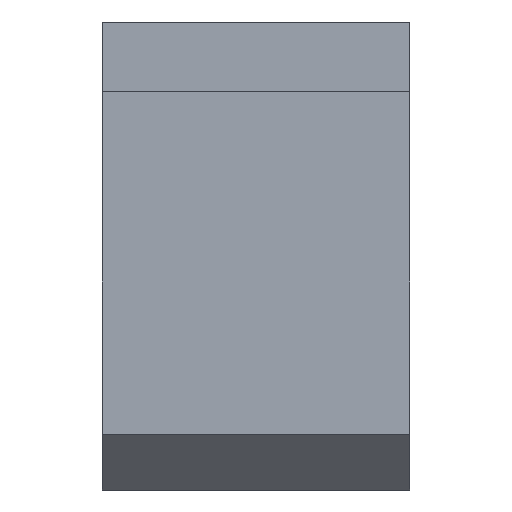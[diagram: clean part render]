
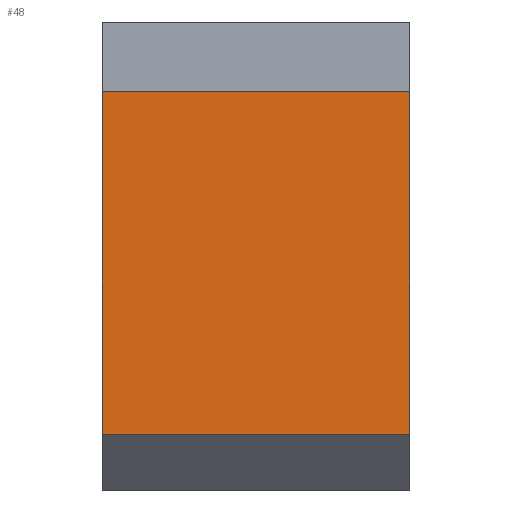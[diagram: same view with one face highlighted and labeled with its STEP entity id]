
A CAD part, front view. The second image highlights one B-rep face of the part: STEP entity #48.
In plain terms, the highlighted planar face has unit normal (0, -1, 0).
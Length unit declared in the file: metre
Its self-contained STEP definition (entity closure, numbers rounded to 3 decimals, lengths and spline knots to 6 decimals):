
#48 = ADVANCED_FACE( '', ( #104 ), #105, .F. );
#104 = FACE_OUTER_BOUND( '', #171, .T. );
#105 = PLANE( '', #172 );
#171 = EDGE_LOOP( '', ( #247, #248, #249, #250 ) );
#172 = AXIS2_PLACEMENT_3D( '', #251, #252, #253 );
#247 = ORIENTED_EDGE( '', *, *, #402, .T. );
#248 = ORIENTED_EDGE( '', *, *, #403, .F. );
#249 = ORIENTED_EDGE( '', *, *, #404, .F. );
#250 = ORIENTED_EDGE( '', *, *, #405, .T. );
#251 = CARTESIAN_POINT( '', ( -0.022, -0.017, -0.0075 ) );
#252 = DIRECTION( '', ( 0., 1., 0. ) );
#253 = DIRECTION( '', ( 0., 0., 1. ) );
#402 = EDGE_CURVE( '', #478, #479, #480, .T. );
#403 = EDGE_CURVE( '', #481, #479, #482, .T. );
#404 = EDGE_CURVE( '', #483, #481, #484, .T. );
#405 = EDGE_CURVE( '', #483, #478, #485, .T. );
#478 = VERTEX_POINT( '', #584 );
#479 = VERTEX_POINT( '', #585 );
#480 = LINE( '', #586, #587 );
#481 = VERTEX_POINT( '', #588 );
#482 = LINE( '', #589, #590 );
#483 = VERTEX_POINT( '', #591 );
#484 = LINE( '', #592, #593 );
#485 = LINE( '', #594, #595 );
#584 = CARTESIAN_POINT( '', ( 0., -0.017, -0.0075 ) );
#585 = CARTESIAN_POINT( '', ( 0., -0.017, 0.017 ) );
#586 = CARTESIAN_POINT( '', ( 0., -0.017, -0.0075 ) );
#587 = VECTOR( '', #698, 1. );
#588 = CARTESIAN_POINT( '', ( -0.022, -0.017, 0.017 ) );
#589 = CARTESIAN_POINT( '', ( -0.022, -0.017, 0.017 ) );
#590 = VECTOR( '', #699, 1. );
#591 = CARTESIAN_POINT( '', ( -0.022, -0.017, -0.0075 ) );
#592 = CARTESIAN_POINT( '', ( -0.022, -0.017, -0.0075 ) );
#593 = VECTOR( '', #700, 1. );
#594 = CARTESIAN_POINT( '', ( -0.022, -0.017, -0.0075 ) );
#595 = VECTOR( '', #701, 1. );
#698 = DIRECTION( '', ( 0., 0., 1. ) );
#699 = DIRECTION( '', ( 1., 0., 0. ) );
#700 = DIRECTION( '', ( 0., 0., 1. ) );
#701 = DIRECTION( '', ( 1., 0., 0. ) );
